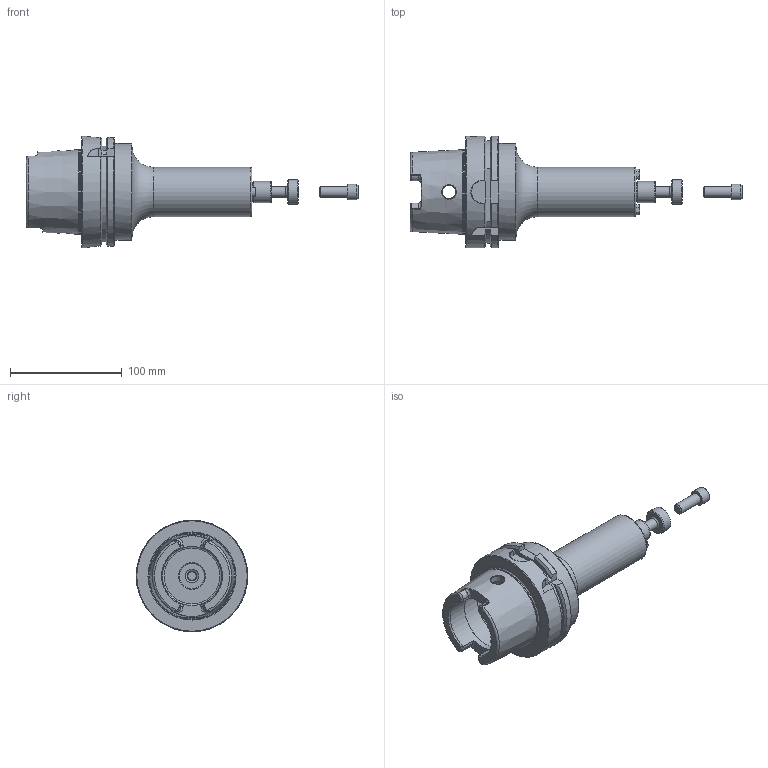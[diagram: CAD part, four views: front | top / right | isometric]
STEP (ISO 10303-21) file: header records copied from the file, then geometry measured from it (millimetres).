
FILE_DESCRIPTION((''),'2;1');
FILE_NAME('H100-75SM600.stp','2014-08-20T09:33:58',('kaykin'),(''),'Autodesk Inventor 2012','Autodesk Inventor 2012','');
FILE_SCHEMA(('AUTOMOTIVE_DESIGN { 1 0 10303 214 1 1 1 1 }'));
Length unit declared in the file: inch
Products named in the file (5): H100-75SM600; 75KY; 75LS; 028-192
Assembly tree (5 placements, depth 2):
  H100-75SM600
    H100-75SM600
    75KY  x2
    75LS
    028-192
Bounding box: 297.61 x 100 x 100 mm (x, y, z)
Volume: 531546.2 mm3; surface area: 78581.1 mm2
Topology: 5 solids, 5 shells, 225 faces, 534 edges, 334 vertices
Faces by surface type: plane 83, cylinder 62, cone 50, torus 19, bspline 11
Full cylindrical faces by diameter (mm): 2.146 x2, 6.35 x1, 7.62 x4, 7.925 x2, 8.077 x2, 8.382 x1, 9.525 x2, 10 x1, 10.922 x1, 12 x3, 14.122 x1, 17.516 x1, 19.04 x1, 22.352 x1, 22.377 x1, 25.016 x1, 44.45 x1, 53 x2, 63 x1, 75.364 x1, 87 x1, 100 x1
Entity records: 6540 total; most frequent: CARTESIAN_POINT 1981, DIRECTION 875, ORIENTED_EDGE 820, EDGE_CURVE 410, AXIS2_PLACEMENT_3D 369, EDGE_LOOP 295, VERTEX_POINT 291, FACE_OUTER_BOUND 207
